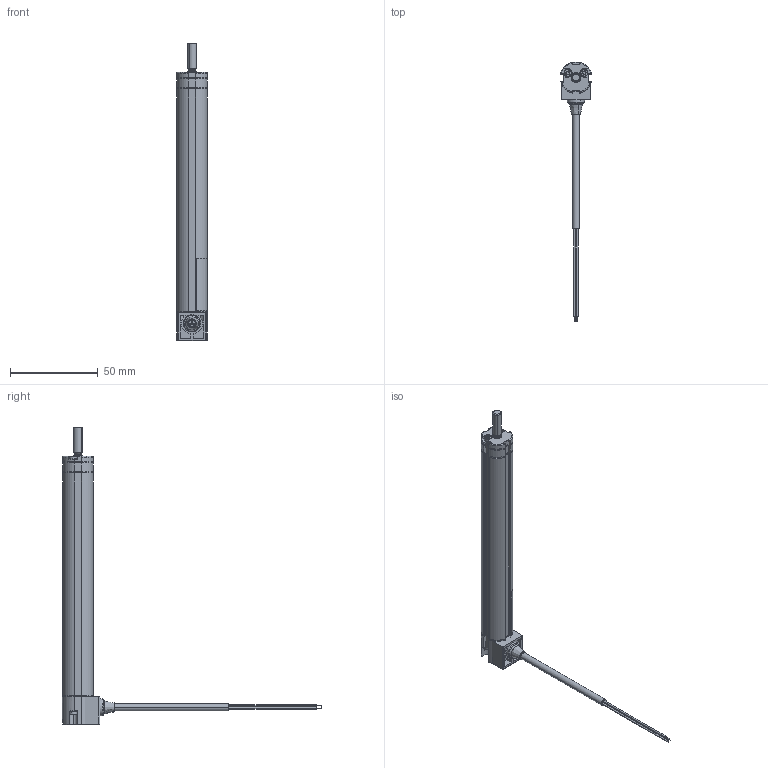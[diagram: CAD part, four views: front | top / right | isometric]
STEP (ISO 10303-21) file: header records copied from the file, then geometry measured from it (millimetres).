
FILE_DESCRIPTION (( 'STEP AP214' ), '1' );
FILE_NAME ('TEX-0100-411-002-202_retracted.STEP', '2014-07-11T08:49:01', ( 'dummy' ), ( 'Microsoft' ), 'SwSTEP 2.0', 'SolidWorks 2013', '' );
FILE_SCHEMA (( 'AUTOMOTIVE_DESIGN' ));
Length unit declared in the file: millimetre
Products named in the file (1): TEX-0100-411-002-202_retracted
Bounding box: 17.55 x 148.03 x 170 mm (x, y, z)
Surface area: 16524.1 mm2 (no closed solid volume)
Topology: 0 solids, 25 shells, 381 faces, 1376 edges, 1010 vertices
Faces by surface type: plane 178, cylinder 147, torus 24, cone 16, bspline 14, sphere 2
Entity records: 20159 total; most frequent: CARTESIAN_POINT 4222, DIRECTION 2561, ORIENTED_EDGE 2121, EDGE_CURVE 1374, VERTEX_POINT 1010, AXIS2_PLACEMENT_3D 880, VECTOR 801, LINE 801
